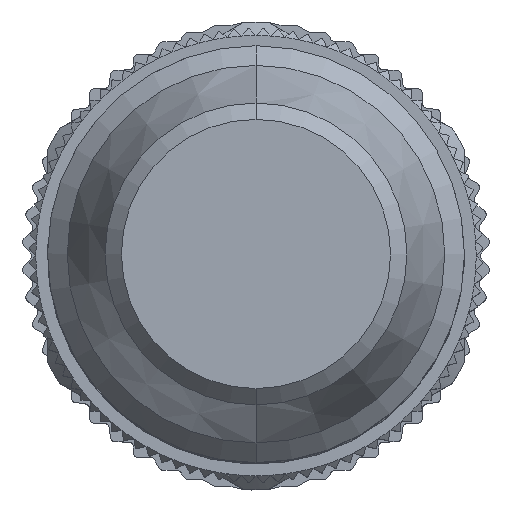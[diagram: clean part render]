
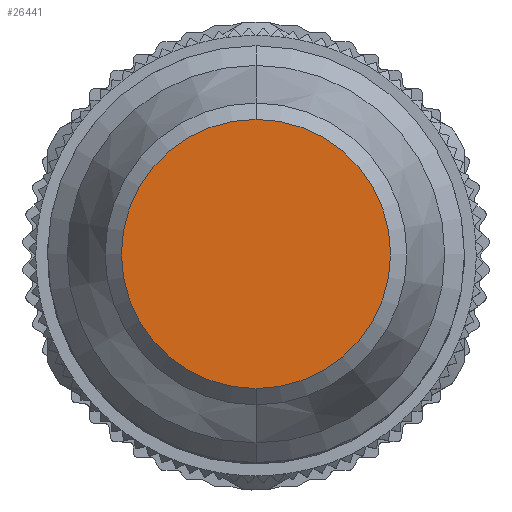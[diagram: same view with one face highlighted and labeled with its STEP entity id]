
A CAD part, top view. The second image highlights one B-rep face of the part: STEP entity #26441.
In plain terms, the highlighted planar face has unit normal (0, 0, 1).
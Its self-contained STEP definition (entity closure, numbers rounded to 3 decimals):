
#26405=AXIS2_PLACEMENT_3D('Circle Axis2P3D',#26403,#26404,$) ;
#26422=AXIS2_PLACEMENT_3D('Circle Axis2P3D',#26420,#26421,$) ;
#26435=AXIS2_PLACEMENT_3D('Plane Axis2P3D',#26432,#26433,#26434) ;
#26393=CARTESIAN_POINT('Vertex',(10.082,4.29,62.7)) ;
#26400=CARTESIAN_POINT('Vertex',(10.082,15.91,62.7)) ;
#26403=CARTESIAN_POINT('Axis2P3D Location',(10.082,10.1,62.7)) ;
#26420=CARTESIAN_POINT('Axis2P3D Location',(10.082,10.1,62.7)) ;
#26432=CARTESIAN_POINT('Axis2P3D Location',(10.082,10.1,62.7)) ;
#26404=DIRECTION('Axis2P3D Direction',(0.,0.,-1.)) ;
#26421=DIRECTION('Axis2P3D Direction',(0.,0.,-1.)) ;
#26433=DIRECTION('Axis2P3D Direction',(0.,0.,1.)) ;
#26434=DIRECTION('Axis2P3D XDirection',(0.,-1.,0.)) ;
#26438=ORIENTED_EDGE('',*,*,#26407,.T.) ;
#26439=ORIENTED_EDGE('',*,*,#26424,.T.) ;
#26441=ADVANCED_FACE('Hauptk\X2\00F6\X0\rper',(#26440),#26436,.T.) ;
#26406=CIRCLE('generated circle',#26405,5.81) ;
#26423=CIRCLE('generated circle',#26422,5.81) ;
#26407=EDGE_CURVE('',#26394,#26401,#26406,.F.) ;
#26424=EDGE_CURVE('',#26401,#26394,#26423,.F.) ;
#26437=EDGE_LOOP('',(#26438,#26439)) ;
#26440=FACE_OUTER_BOUND('',#26437,.T.) ;
#26436=PLANE('',#26435) ;
#26394=VERTEX_POINT('',#26393) ;
#26401=VERTEX_POINT('',#26400) ;
